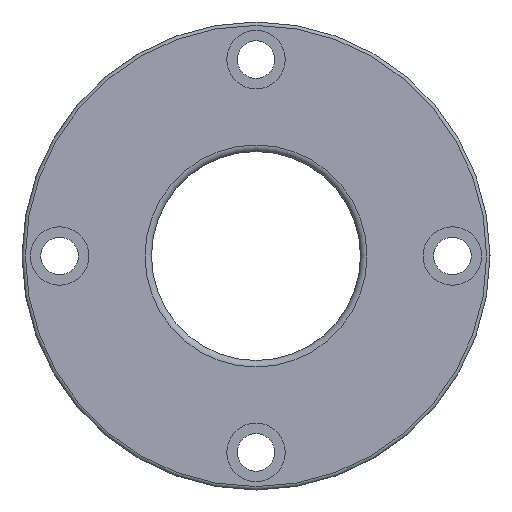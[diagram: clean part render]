
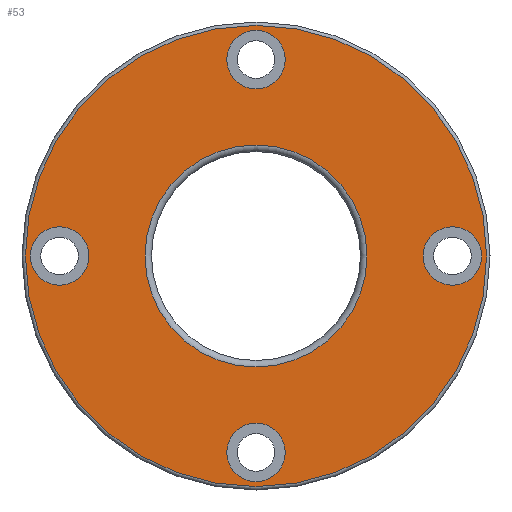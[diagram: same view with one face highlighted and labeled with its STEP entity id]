
A CAD part, left-side view. The second image highlights one B-rep face of the part: STEP entity #53.
In plain terms, the highlighted planar face has unit normal (-1, 0, 0).
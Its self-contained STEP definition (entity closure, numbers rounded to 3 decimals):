
#53 = ADVANCED_FACE( '', ( #122, #123, #124, #125, #126, #127 ), #128, .T. );
#122 = FACE_BOUND( '', #229, .T. );
#123 = FACE_BOUND( '', #230, .T. );
#124 = FACE_BOUND( '', #231, .T. );
#125 = FACE_OUTER_BOUND( '', #232, .T. );
#126 = FACE_BOUND( '', #233, .T. );
#127 = FACE_BOUND( '', #234, .T. );
#128 = PLANE( '', #235 );
#229 = EDGE_LOOP( '', ( #336 ) );
#230 = EDGE_LOOP( '', ( #337 ) );
#231 = EDGE_LOOP( '', ( #338 ) );
#232 = EDGE_LOOP( '', ( #339 ) );
#233 = EDGE_LOOP( '', ( #340 ) );
#234 = EDGE_LOOP( '', ( #341 ) );
#235 = AXIS2_PLACEMENT_3D( '', #342, #343, #344 );
#336 = ORIENTED_EDGE( '', *, *, #473, .T. );
#337 = ORIENTED_EDGE( '', *, *, #474, .T. );
#338 = ORIENTED_EDGE( '', *, *, #475, .T. );
#339 = ORIENTED_EDGE( '', *, *, #476, .F. );
#340 = ORIENTED_EDGE( '', *, *, #471, .T. );
#341 = ORIENTED_EDGE( '', *, *, #477, .T. );
#342 = CARTESIAN_POINT( '', ( 0., 55.188, 0. ) );
#343 = DIRECTION( '', ( -1., 0., 0. ) );
#344 = DIRECTION( '', ( 0., 0., 1. ) );
#471 = EDGE_CURVE( '', #526, #526, #527, .T. );
#473 = EDGE_CURVE( '', #529, #529, #530, .T. );
#474 = EDGE_CURVE( '', #531, #531, #532, .F. );
#475 = EDGE_CURVE( '', #533, #533, #534, .T. );
#476 = EDGE_CURVE( '', #535, #535, #536, .T. );
#477 = EDGE_CURVE( '', #537, #537, #538, .T. );
#526 = VERTEX_POINT( '', #603 );
#527 = CIRCLE( '', #604, 7. );
#529 = VERTEX_POINT( '', #606 );
#530 = CIRCLE( '', #607, 26.563 );
#531 = VERTEX_POINT( '', #608 );
#532 = CIRCLE( '', #609, 7. );
#533 = VERTEX_POINT( '', #610 );
#534 = CIRCLE( '', #611, 7. );
#535 = VERTEX_POINT( '', #612 );
#536 = CIRCLE( '', #613, 55.188 );
#537 = VERTEX_POINT( '', #614 );
#538 = CIRCLE( '', #615, 7. );
#603 = CARTESIAN_POINT( '', ( 0., -47., -7. ) );
#604 = AXIS2_PLACEMENT_3D( '', #682, #683, #684 );
#606 = CARTESIAN_POINT( '', ( 0., 0., -26.563 ) );
#607 = AXIS2_PLACEMENT_3D( '', #685, #686, #687 );
#608 = CARTESIAN_POINT( '', ( 0., 47., 7. ) );
#609 = AXIS2_PLACEMENT_3D( '', #688, #689, #690 );
#610 = CARTESIAN_POINT( '', ( 0., 0., -54. ) );
#611 = AXIS2_PLACEMENT_3D( '', #691, #692, #693 );
#612 = CARTESIAN_POINT( '', ( 0., 0., -55.188 ) );
#613 = AXIS2_PLACEMENT_3D( '', #694, #695, #696 );
#614 = CARTESIAN_POINT( '', ( 0., 0., 40. ) );
#615 = AXIS2_PLACEMENT_3D( '', #697, #698, #699 );
#682 = CARTESIAN_POINT( '', ( 0., -47., 0. ) );
#683 = DIRECTION( '', ( 1., 0., 0. ) );
#684 = DIRECTION( '', ( 0., 0., -1. ) );
#685 = CARTESIAN_POINT( '', ( 0., 0., 0. ) );
#686 = DIRECTION( '', ( 1., 0., 0. ) );
#687 = DIRECTION( '', ( 0., 0., -1. ) );
#688 = CARTESIAN_POINT( '', ( 0., 47., 0. ) );
#689 = DIRECTION( '', ( -1., 0., 0. ) );
#690 = DIRECTION( '', ( 0., 0., 1. ) );
#691 = CARTESIAN_POINT( '', ( 0., 0., -47. ) );
#692 = DIRECTION( '', ( 1., 0., 0. ) );
#693 = DIRECTION( '', ( 0., 0., -1. ) );
#694 = CARTESIAN_POINT( '', ( 0., 0., 0. ) );
#695 = DIRECTION( '', ( 1., 0., 0. ) );
#696 = DIRECTION( '', ( 0., 0., -1. ) );
#697 = CARTESIAN_POINT( '', ( 0., 0., 47. ) );
#698 = DIRECTION( '', ( 1., 0., 0. ) );
#699 = DIRECTION( '', ( 0., 0., -1. ) );
